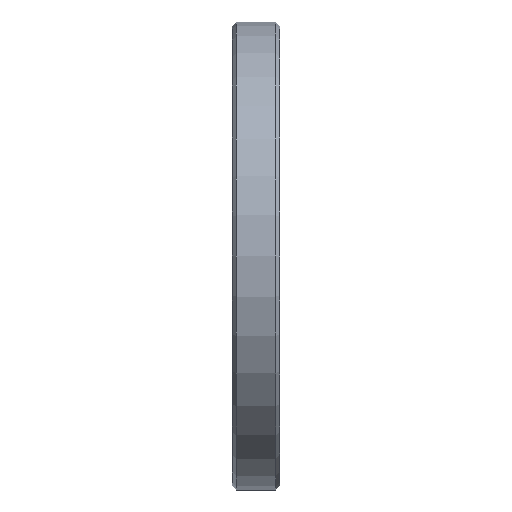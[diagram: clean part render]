
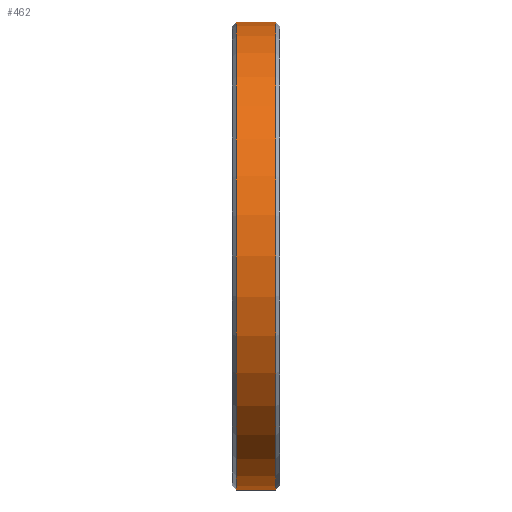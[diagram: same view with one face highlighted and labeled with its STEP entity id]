
A CAD part, front view. The second image highlights one B-rep face of the part: STEP entity #462.
In plain terms, the highlighted cylindrical face has radius 14.287 mm (diameter 28.575 mm), a partial arc.
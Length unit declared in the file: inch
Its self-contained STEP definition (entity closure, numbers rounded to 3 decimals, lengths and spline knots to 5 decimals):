
#22 = DIRECTION ( 'NONE',  ( 0., 0., 1. ) ) ;
#53 = CARTESIAN_POINT ( 'NONE',  ( 0.01, 0., -0.5625 ) ) ;
#67 = EDGE_CURVE ( 'NONE', #868, #299, #545, .T. ) ;
#83 = AXIS2_PLACEMENT_3D ( 'NONE', #377, #210, #22 ) ;
#85 = ORIENTED_EDGE ( 'NONE', *, *, #67, .T. ) ;
#86 = DIRECTION ( 'NONE',  ( -1., 0., 0. ) ) ;
#156 = VERTEX_POINT ( 'NONE', #922 ) ;
#181 = CARTESIAN_POINT ( 'NONE',  ( 0.104, 0., -0.5625 ) ) ;
#210 = DIRECTION ( 'NONE',  ( 1., 0., 0. ) ) ;
#237 = CARTESIAN_POINT ( 'NONE',  ( 0., 0., -0.5625 ) ) ;
#273 = LINE ( 'NONE', #237, #810 ) ;
#299 = VERTEX_POINT ( 'NONE', #53 ) ;
#313 = FACE_OUTER_BOUND ( 'NONE', #1136, .T. ) ;
#350 = DIRECTION ( 'NONE',  ( 0., 0., -1. ) ) ;
#377 = CARTESIAN_POINT ( 'NONE',  ( 0.01, 0., 0. ) ) ;
#383 = VECTOR ( 'NONE', #1137, 39.37008 ) ;
#414 = CARTESIAN_POINT ( 'NONE',  ( 0.104, 0., 0. ) ) ;
#462 = ADVANCED_FACE ( 'NONE', ( #313 ), #1003, .T. ) ;
#545 = CIRCLE ( 'NONE', #83, 0.5625 ) ;
#610 = CARTESIAN_POINT ( 'NONE',  ( 0., 0., 0. ) ) ;
#614 = ORIENTED_EDGE ( 'NONE', *, *, #811, .T. ) ;
#759 = EDGE_CURVE ( 'NONE', #927, #156, #1044, .T. ) ;
#762 = ORIENTED_EDGE ( 'NONE', *, *, #788, .F. ) ;
#785 = CARTESIAN_POINT ( 'NONE',  ( 0., 0., 0.5625 ) ) ;
#787 = DIRECTION ( 'NONE',  ( 1., 0., 0. ) ) ;
#788 = EDGE_CURVE ( 'NONE', #868, #156, #1005, .T. ) ;
#810 = VECTOR ( 'NONE', #787, 39.37008 ) ;
#811 = EDGE_CURVE ( 'NONE', #299, #927, #273, .T. ) ;
#868 = VERTEX_POINT ( 'NONE', #1059 ) ;
#897 = ORIENTED_EDGE ( 'NONE', *, *, #759, .T. ) ;
#922 = CARTESIAN_POINT ( 'NONE',  ( 0.104, 0., 0.5625 ) ) ;
#927 = VERTEX_POINT ( 'NONE', #181 ) ;
#978 = DIRECTION ( 'NONE',  ( 1., 0., 0. ) ) ;
#1003 = CYLINDRICAL_SURFACE ( 'NONE', #1087, 0.5625 ) ;
#1005 = LINE ( 'NONE', #785, #383 ) ;
#1009 = AXIS2_PLACEMENT_3D ( 'NONE', #414, #86, #1042 ) ;
#1042 = DIRECTION ( 'NONE',  ( 0., 0., -1. ) ) ;
#1044 = CIRCLE ( 'NONE', #1009, 0.5625 ) ;
#1059 = CARTESIAN_POINT ( 'NONE',  ( 0.01, 0., 0.5625 ) ) ;
#1087 = AXIS2_PLACEMENT_3D ( 'NONE', #610, #978, #350 ) ;
#1136 = EDGE_LOOP ( 'NONE', ( #762, #85, #614, #897 ) ) ;
#1137 = DIRECTION ( 'NONE',  ( 1., 0., 0. ) ) ;
